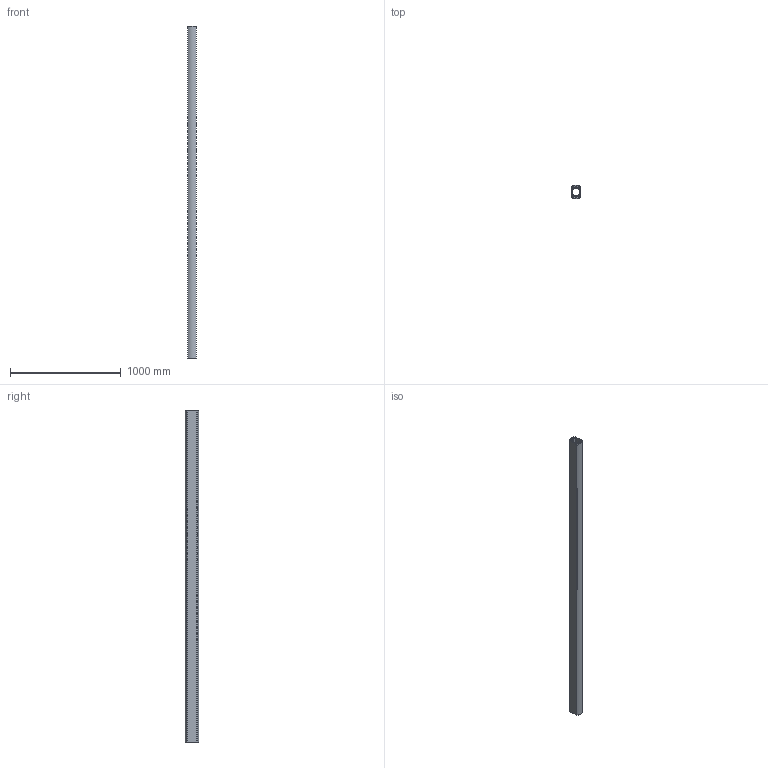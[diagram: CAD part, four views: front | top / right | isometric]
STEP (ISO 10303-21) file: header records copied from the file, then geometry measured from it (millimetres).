
FILE_DESCRIPTION (( 'STEP AP214' ), '1' );
FILE_NAME ('496221040.STEP', '2024-02-05T15:18:06', ( '' ), ( '' ), 'SwSTEP 2.0', 'SolidWorks 2020', '' );
FILE_SCHEMA (( 'AUTOMOTIVE_DESIGN' ));
Length unit declared in the file: millimetre
Products named in the file (2): 496221040; 11181_3000
Assembly tree (1 placements, depth 2):
  496221040
    11181_3000
Bounding box: 78 x 120 x 3000 mm (x, y, z)
Volume: 8645888 mm3; surface area: 3058193.5 mm2
Topology: 1 solids, 1 shells, 124 faces, 356 edges, 238 vertices
Faces by surface type: cylinder 88, plane 36
Full cylindrical faces by diameter (mm): 9.4 x2, 9.5 x4
Entity records: 4350 total; most frequent: DIRECTION 800, CARTESIAN_POINT 712, ORIENTED_EDGE 696, EDGE_CURVE 348, AXIS2_PLACEMENT_3D 324, VERTEX_POINT 236, CIRCLE 196, VECTOR 152
